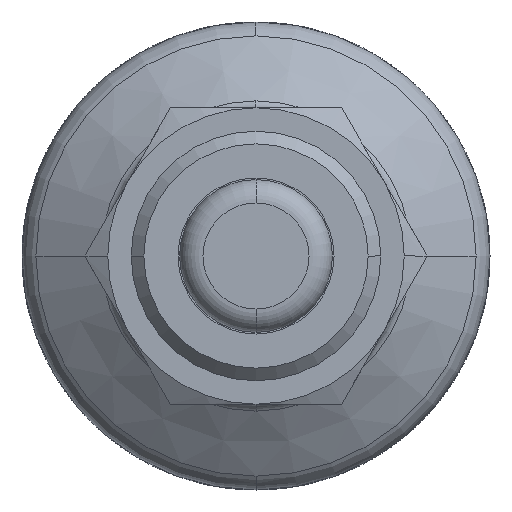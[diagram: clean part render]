
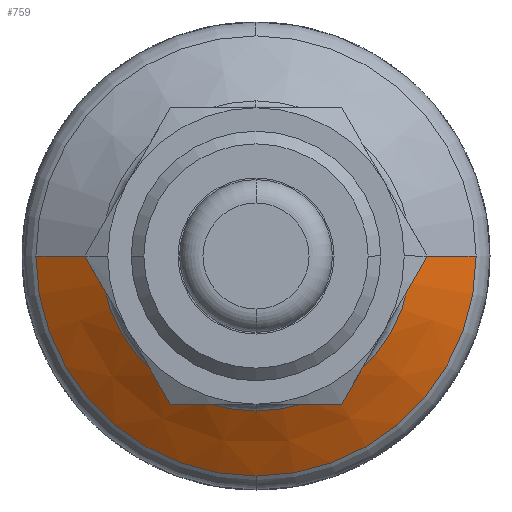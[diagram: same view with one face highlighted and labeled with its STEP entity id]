
A CAD part, front view. The second image highlights one B-rep face of the part: STEP entity #759.
In plain terms, the highlighted conical face has half-angle 56.31 degrees and reference radius 12.027 mm.
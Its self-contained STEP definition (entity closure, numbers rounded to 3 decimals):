
#759=ADVANCED_FACE('',(#2133),#2134,.T.);
#2133=FACE_OUTER_BOUND('',#4121,.T.);
#2134=CONICAL_SURFACE('',#4122,12.027,0.983);
#4121=EDGE_LOOP('',(#6698,#6699,#6700,#6701,#6702,#6703));
#4122=AXIS2_PLACEMENT_3D('',#6704,#6705,#6706);
#6698=ORIENTED_EDGE('',*,*,#12993,.F.);
#6699=ORIENTED_EDGE('',*,*,#12994,.T.);
#6700=ORIENTED_EDGE('',*,*,#12995,.T.);
#6701=ORIENTED_EDGE('',*,*,#12996,.F.);
#6702=ORIENTED_EDGE('',*,*,#12997,.F.);
#6703=ORIENTED_EDGE('',*,*,#12989,.F.);
#6704=CARTESIAN_POINT('',(0.0,51.491,0.0));
#6705=DIRECTION('',(-0.0,1.0,-0.0));
#6706=DIRECTION('',(1.0,0.0,0.0));
#12989=EDGE_CURVE('',#16028,#16030,#16031,.T.);
#12993=EDGE_CURVE('',#16035,#16028,#16036,.T.);
#12994=EDGE_CURVE('',#16035,#16037,#16038,.T.);
#12995=EDGE_CURVE('',#16037,#16039,#16040,.T.);
#12996=EDGE_CURVE('',#16041,#16039,#16042,.T.);
#12997=EDGE_CURVE('',#16030,#16041,#16043,.T.);
#16028=VERTEX_POINT('',#20394);
#16030=VERTEX_POINT('',#20396);
#16031=CIRCLE('',#20397,14.109);
#16035=VERTEX_POINT('',#20401);
#16036=LINE('',#20402,#20403);
#16037=VERTEX_POINT('',#20404);
#16038=CIRCLE('',#20405,9.945);
#16039=VERTEX_POINT('',#20406);
#16040=CIRCLE('',#20407,9.945);
#16041=VERTEX_POINT('',#20408);
#16042=LINE('',#20409,#20410);
#16043=CIRCLE('',#20411,14.109);
#20394=CARTESIAN_POINT('',(14.109,52.879,0.0));
#20396=CARTESIAN_POINT('',(0.,52.879,-14.109));
#20397=AXIS2_PLACEMENT_3D('',#25029,#25030,#25031);
#20401=CARTESIAN_POINT('',(9.945,50.103,0.0));
#20402=CARTESIAN_POINT('',(12.027,51.491,0.));
#20403=VECTOR('',#25038,1.0);
#20404=CARTESIAN_POINT('',(0.,50.103,-9.945));
#20405=AXIS2_PLACEMENT_3D('',#25039,#25040,#25041);
#20406=CARTESIAN_POINT('',(-9.945,50.103,0.));
#20407=AXIS2_PLACEMENT_3D('',#25042,#25043,#25044);
#20408=CARTESIAN_POINT('',(-14.109,52.879,0.));
#20409=CARTESIAN_POINT('',(-12.027,51.491,0.));
#20410=VECTOR('',#25045,1.0);
#20411=AXIS2_PLACEMENT_3D('',#25046,#25047,#25048);
#25029=CARTESIAN_POINT('',(0.0,52.879,0.0));
#25030=DIRECTION('',(-0.0,1.0,0.0));
#25031=DIRECTION('',(1.0,0.0,0.0));
#25038=DIRECTION('',(0.832,0.555,0.));
#25039=CARTESIAN_POINT('',(0.0,50.103,0.0));
#25040=DIRECTION('',(-0.0,1.0,0.0));
#25041=DIRECTION('',(1.0,0.0,0.0));
#25042=CARTESIAN_POINT('',(0.0,50.103,0.0));
#25043=DIRECTION('',(-0.0,1.0,0.0));
#25044=DIRECTION('',(1.0,0.0,0.0));
#25045=DIRECTION('',(0.832,-0.555,0.));
#25046=CARTESIAN_POINT('',(0.0,52.879,0.0));
#25047=DIRECTION('',(-0.0,1.0,0.0));
#25048=DIRECTION('',(1.0,0.0,0.0));
